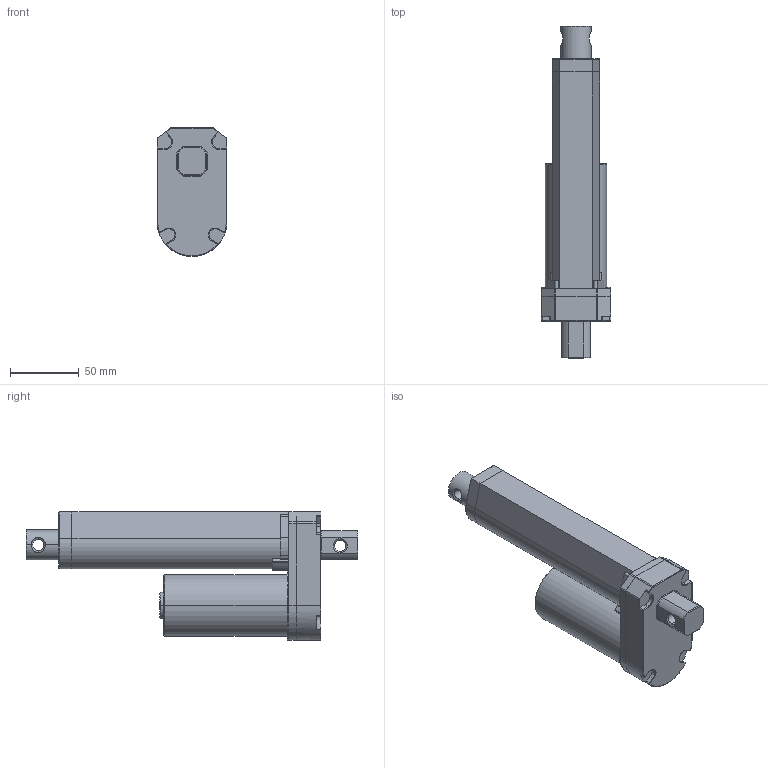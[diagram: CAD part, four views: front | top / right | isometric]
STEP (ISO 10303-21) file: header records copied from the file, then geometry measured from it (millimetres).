
FILE_DESCRIPTION((''),'2;1');
FILE_NAME('TGF_ASM','2022-03-20T',('Administrator'),(''),'PRO/ENGINEER BY PARAMETRIC TECHNOLOGY CORPORATION, 2008380','PRO/ENGINEER BY PARAMETRIC TECHNOLOGY CORPORATION, 2008380','');
FILE_SCHEMA(('CONFIG_CONTROL_DESIGN'));
Length unit declared in the file: millimetre
Products named in the file (7): DOWN; UP; MOTER; WAIKE; FENGTOU; DINGGUAN; TGF_ASM
Assembly tree (6 placements, depth 2):
  TGF_ASM
    DOWN
    UP
    MOTER
    WAIKE
    FENGTOU
    DINGGUAN
Bounding box: 51 x 242 x 94 mm (x, y, z)
Volume: 369182.9 mm3; surface area: 101056.3 mm2
Topology: 6 solids, 6 shells, 220 faces, 550 edges, 344 vertices
Faces by surface type: cylinder 93, plane 71, torus 26, extrusion 14, cone 8, bspline 8
Entity records: 7432 total; most frequent: CARTESIAN_POINT 2032, ORIENTED_EDGE 1100, DIRECTION 1098, EDGE_CURVE 550, AXIS2_PLACEMENT_3D 400, VERTEX_POINT 344, VECTOR 298, LINE 284
